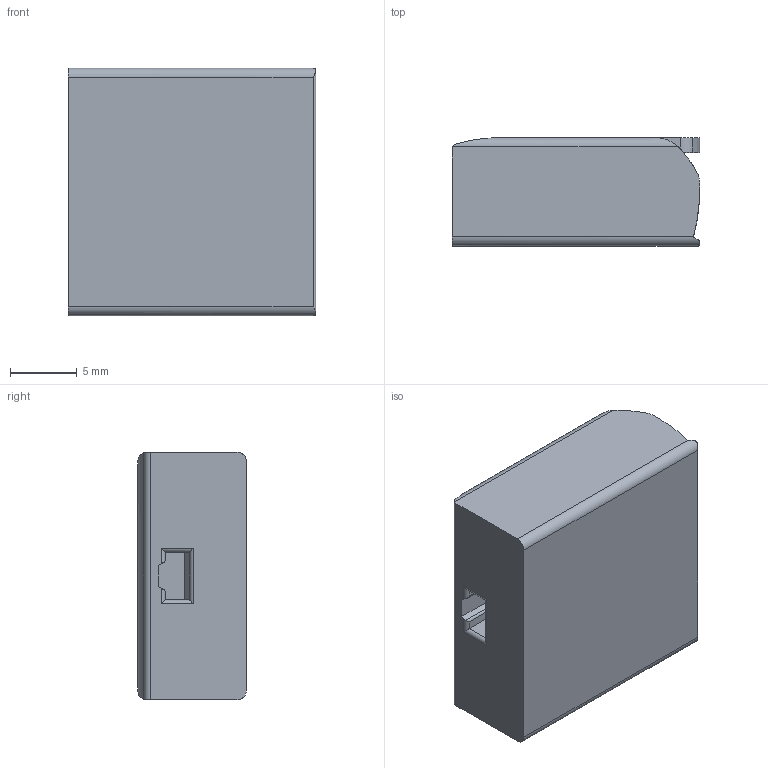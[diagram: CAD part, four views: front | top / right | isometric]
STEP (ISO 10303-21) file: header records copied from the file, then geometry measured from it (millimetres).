
FILE_DESCRIPTION(('HOOPS Exchange Step'),'2;1');
FILE_NAME('export-7713453D-04A3-4D35-8AD9-0AAD55F11F34.stp','2024-05-16T09:23:57+02:00',('Gebruiker'),('Alibre'),'HOOPS Exchange 2023.0','Alibre','Unknown authorisation');
FILE_SCHEMA( ('AP242_MANAGED_MODEL_BASED_3D_ENGINEERING_MIM_LF {1 0 10303 442 1 1 4 }') );
Length unit declared in the file: millimetre
Products named in the file (1): 4306 WAGO Terminal Block 3 wire 221-413
Bounding box: 18.6 x 8.15 x 18.6 mm (x, y, z)
Volume: 2578 mm3; surface area: 1738.5 mm2
Topology: 1 solids, 1 shells, 165 faces, 477 edges, 315 vertices
Faces by surface type: plane 96, cylinder 69
Entity records: 5558 total; most frequent: CARTESIAN_POINT 1073, ORIENTED_EDGE 954, DIRECTION 905, EDGE_CURVE 477, VERTEX_POINT 315, VECTOR 309, LINE 309, AXIS2_PLACEMENT_3D 298
